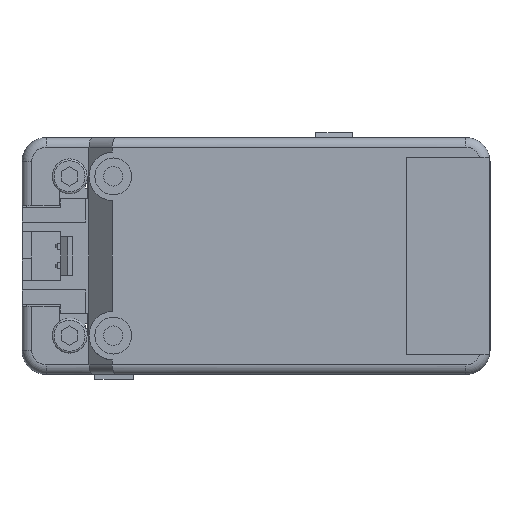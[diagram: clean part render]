
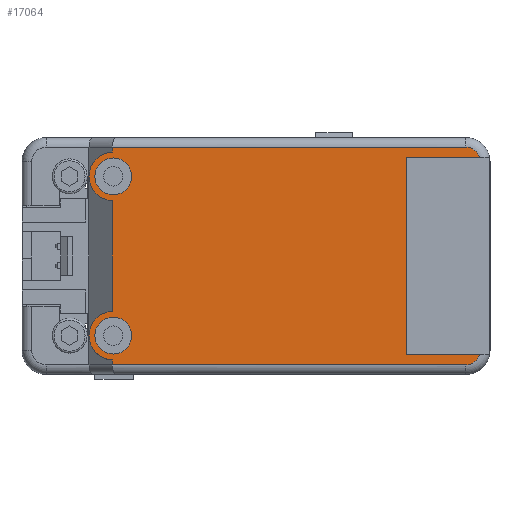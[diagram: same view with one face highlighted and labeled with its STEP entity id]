
A CAD part, front view. The second image highlights one B-rep face of the part: STEP entity #17064.
In plain terms, the highlighted planar face has unit normal (0, -1, 0).
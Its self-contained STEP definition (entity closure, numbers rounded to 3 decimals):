
#148=FACE_BOUND('',#2723,.T.);
#149=FACE_BOUND('',#2724,.T.);
#797=CIRCLE('',#18538,1.9);
#799=CIRCLE('',#18541,1.9);
#805=CIRCLE('',#18570,1.5);
#806=CIRCLE('',#18571,2.5);
#807=CIRCLE('',#18572,2.5);
#808=CIRCLE('',#18573,1.5);
#1722=FACE_OUTER_BOUND('',#2722,.T.);
#2722=EDGE_LOOP('',(#14516,#14517,#14518,#14519,#14520,#14521,#14522,#14523,
#14524,#14525,#14526,#14527));
#2723=EDGE_LOOP('',(#14528));
#2724=EDGE_LOOP('',(#14529));
#4406=LINE('',#27662,#6337);
#4413=LINE('',#27687,#6344);
#4415=LINE('',#27693,#6346);
#4416=LINE('',#27698,#6347);
#4417=LINE('',#27700,#6348);
#4418=LINE('',#27704,#6349);
#4419=LINE('',#27708,#6350);
#4420=LINE('',#27710,#6351);
#6337=VECTOR('',#22735,10.);
#6344=VECTOR('',#22744,10.);
#6346=VECTOR('',#22754,10.);
#6347=VECTOR('',#22759,10.);
#6348=VECTOR('',#22760,10.);
#6349=VECTOR('',#22763,10.);
#6350=VECTOR('',#22766,10.);
#6351=VECTOR('',#22767,10.);
#7907=VERTEX_POINT('',#27516);
#7909=VERTEX_POINT('',#27521);
#7955=VERTEX_POINT('',#27649);
#7957=VERTEX_POINT('',#27661);
#7961=VERTEX_POINT('',#27670);
#7964=VERTEX_POINT('',#27685);
#7965=VERTEX_POINT('',#27695);
#7966=VERTEX_POINT('',#27697);
#7967=VERTEX_POINT('',#27699);
#7968=VERTEX_POINT('',#27701);
#7969=VERTEX_POINT('',#27703);
#7970=VERTEX_POINT('',#27705);
#7971=VERTEX_POINT('',#27707);
#7972=VERTEX_POINT('',#27709);
#10129=EDGE_CURVE('',#7907,#7907,#797,.T.);
#10131=EDGE_CURVE('',#7909,#7909,#799,.T.);
#10195=EDGE_CURVE('',#7957,#7955,#4406,.T.);
#10203=EDGE_CURVE('',#7961,#7964,#4413,.T.);
#10207=EDGE_CURVE('',#7964,#7957,#4415,.T.);
#10208=EDGE_CURVE('',#7965,#7955,#805,.T.);
#10209=EDGE_CURVE('',#7966,#7965,#4416,.T.);
#10210=EDGE_CURVE('',#7967,#7966,#4417,.T.);
#10211=EDGE_CURVE('',#7968,#7967,#806,.T.);
#10212=EDGE_CURVE('',#7969,#7968,#4418,.T.);
#10213=EDGE_CURVE('',#7970,#7969,#807,.T.);
#10214=EDGE_CURVE('',#7971,#7970,#4419,.T.);
#10215=EDGE_CURVE('',#7972,#7971,#4420,.T.);
#10216=EDGE_CURVE('',#7961,#7972,#808,.T.);
#14516=ORIENTED_EDGE('',*,*,#10203,.T.);
#14517=ORIENTED_EDGE('',*,*,#10207,.T.);
#14518=ORIENTED_EDGE('',*,*,#10195,.T.);
#14519=ORIENTED_EDGE('',*,*,#10208,.F.);
#14520=ORIENTED_EDGE('',*,*,#10209,.F.);
#14521=ORIENTED_EDGE('',*,*,#10210,.F.);
#14522=ORIENTED_EDGE('',*,*,#10211,.F.);
#14523=ORIENTED_EDGE('',*,*,#10212,.F.);
#14524=ORIENTED_EDGE('',*,*,#10213,.F.);
#14525=ORIENTED_EDGE('',*,*,#10214,.F.);
#14526=ORIENTED_EDGE('',*,*,#10215,.F.);
#14527=ORIENTED_EDGE('',*,*,#10216,.F.);
#14528=ORIENTED_EDGE('',*,*,#10129,.T.);
#14529=ORIENTED_EDGE('',*,*,#10131,.T.);
#16135=PLANE('',#18569);
#17064=ADVANCED_FACE('',(#1722,#148,#149),#16135,.F.);
#18538=AXIS2_PLACEMENT_3D('',#27517,#22624,#22625);
#18541=AXIS2_PLACEMENT_3D('',#27522,#22630,#22631);
#18569=AXIS2_PLACEMENT_3D('',#27694,#22755,#22756);
#18570=AXIS2_PLACEMENT_3D('',#27696,#22757,#22758);
#18571=AXIS2_PLACEMENT_3D('',#27702,#22761,#22762);
#18572=AXIS2_PLACEMENT_3D('',#27706,#22764,#22765);
#18573=AXIS2_PLACEMENT_3D('',#27711,#22768,#22769);
#22624=DIRECTION('center_axis',(0.,1.,0.));
#22625=DIRECTION('ref_axis',(1.,0.,0.));
#22630=DIRECTION('center_axis',(0.,1.,0.));
#22631=DIRECTION('ref_axis',(1.,0.,0.));
#22735=DIRECTION('',(1.,0.,0.));
#22744=DIRECTION('',(-1.,0.,0.));
#22754=DIRECTION('',(0.,0.,1.));
#22755=DIRECTION('center_axis',(0.,1.,0.));
#22756=DIRECTION('ref_axis',(1.,0.,0.));
#22757=DIRECTION('center_axis',(0.,1.,0.));
#22758=DIRECTION('ref_axis',(0.707,0.,0.707));
#22759=DIRECTION('',(1.,0.,0.));
#22760=DIRECTION('',(0.,0.,1.));
#22761=DIRECTION('center_axis',(0.,1.,0.));
#22762=DIRECTION('ref_axis',(1.,0.,0.));
#22763=DIRECTION('',(0.,0.,1.));
#22764=DIRECTION('center_axis',(0.,1.,0.));
#22765=DIRECTION('ref_axis',(1.,0.,0.));
#22766=DIRECTION('',(0.,0.,1.));
#22767=DIRECTION('',(-1.,0.,0.));
#22768=DIRECTION('center_axis',(0.,1.,0.));
#22769=DIRECTION('ref_axis',(0.707,0.,-0.707));
#27516=CARTESIAN_POINT('',(-16.6,0.,-8.2));
#27517=CARTESIAN_POINT('Origin',(-14.7,0.,-8.2));
#27521=CARTESIAN_POINT('',(-16.6,0.,8.2));
#27522=CARTESIAN_POINT('Origin',(-14.7,0.,8.2));
#27649=CARTESIAN_POINT('',(23.028,0.,10.16));
#27661=CARTESIAN_POINT('',(15.5,0.,10.16));
#27662=CARTESIAN_POINT('',(12.05,0.,10.16));
#27670=CARTESIAN_POINT('',(23.028,0.,-10.16));
#27685=CARTESIAN_POINT('',(15.5,0.,-10.16));
#27687=CARTESIAN_POINT('',(12.05,0.,-10.16));
#27693=CARTESIAN_POINT('',(15.5,0.,0.));
#27694=CARTESIAN_POINT('Origin',(0.,0.,0.));
#27695=CARTESIAN_POINT('',(21.6,0.,11.2));
#27696=CARTESIAN_POINT('Origin',(21.6,0.,9.7));
#27697=CARTESIAN_POINT('',(-14.8,0.,11.2));
#27698=CARTESIAN_POINT('',(-12.05,0.,11.2));
#27699=CARTESIAN_POINT('',(-14.8,0.,10.698));
#27700=CARTESIAN_POINT('',(-14.8,0.,6.1));
#27701=CARTESIAN_POINT('',(-14.8,0.,5.702));
#27702=CARTESIAN_POINT('Origin',(-14.7,0.,8.2));
#27703=CARTESIAN_POINT('',(-14.8,0.,-5.702));
#27704=CARTESIAN_POINT('',(-14.8,0.,6.1));
#27705=CARTESIAN_POINT('',(-14.8,0.,-10.698));
#27706=CARTESIAN_POINT('Origin',(-14.7,0.,-8.2));
#27707=CARTESIAN_POINT('',(-14.8,0.,-11.2));
#27708=CARTESIAN_POINT('',(-14.8,0.,6.1));
#27709=CARTESIAN_POINT('',(21.6,0.,-11.2));
#27710=CARTESIAN_POINT('',(12.05,0.,-11.2));
#27711=CARTESIAN_POINT('Origin',(21.6,0.,-9.7));
